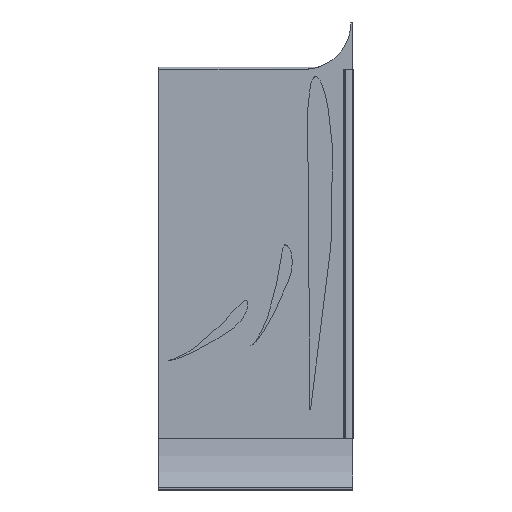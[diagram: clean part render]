
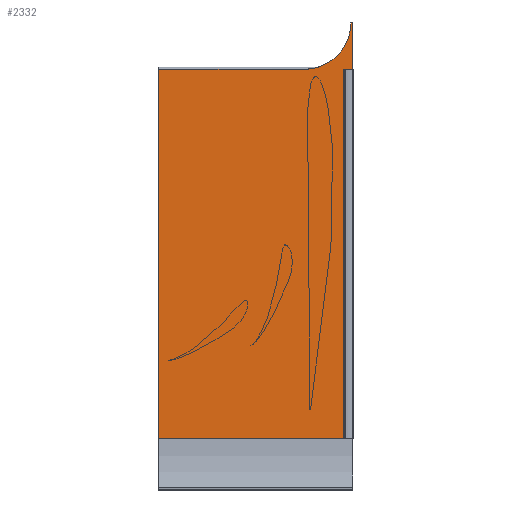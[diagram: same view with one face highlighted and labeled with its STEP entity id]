
A CAD part, left-side view. The second image highlights one B-rep face of the part: STEP entity #2332.
In plain terms, the highlighted planar face has unit normal (-1, 0, 0).
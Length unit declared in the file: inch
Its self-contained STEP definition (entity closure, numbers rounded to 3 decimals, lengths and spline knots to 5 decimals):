
#198 = VECTOR ( 'NONE', #3491, 39.37008 ) ;
#256 = CARTESIAN_POINT ( 'NONE',  ( -26.30971, 10.85854, 44.00958 ) ) ;
#291 = EDGE_CURVE ( 'NONE', #1569, #3116, #4351, .T. ) ;
#329 = VERTEX_POINT ( 'NONE', #1395 ) ;
#360 = LINE ( 'NONE', #3384, #4343 ) ;
#409 = AXIS2_PLACEMENT_3D ( 'NONE', #3801, #3091, #1812 ) ;
#465 = CARTESIAN_POINT ( 'NONE',  ( -26.30971, 10.85854, 64.00958 ) ) ;
#738 = DIRECTION ( 'NONE',  ( 0., -1., 0. ) ) ;
#766 = FACE_OUTER_BOUND ( 'NONE', #2917, .T. ) ;
#780 = CARTESIAN_POINT ( 'NONE',  ( -26.30971, 10.85854, 64.00958 ) ) ;
#798 = CARTESIAN_POINT ( 'NONE',  ( -26.30971, 0.35854, 64.00958 ) ) ;
#879 = ORIENTED_EDGE ( 'NONE', *, *, #2743, .T. ) ;
#908 = VECTOR ( 'NONE', #2969, 39.37008 ) ;
#916 = ORIENTED_EDGE ( 'NONE', *, *, #4096, .F. ) ;
#938 = VERTEX_POINT ( 'NONE', #4274 ) ;
#1091 = VERTEX_POINT ( 'NONE', #4010 ) ;
#1103 = CARTESIAN_POINT ( 'NONE',  ( -26.30971, 0.49818, 44.00958 ) ) ;
#1139 = DIRECTION ( 'NONE',  ( 0., 0., -1. ) ) ;
#1202 = AXIS2_PLACEMENT_3D ( 'NONE', #3809, #3080, #4092 ) ;
#1299 = LINE ( 'NONE', #1919, #2668 ) ;
#1371 = ORIENTED_EDGE ( 'NONE', *, *, #2193, .T. ) ;
#1395 = CARTESIAN_POINT ( 'NONE',  ( -26.30971, 2.8622, 64.00958 ) ) ;
#1490 = CARTESIAN_POINT ( 'NONE',  ( -26.30971, 2.96712, 66.51324 ) ) ;
#1545 = AXIS2_PLACEMENT_3D ( 'NONE', #1490, #2832, #4101 ) ;
#1569 = VERTEX_POINT ( 'NONE', #256 ) ;
#1632 = ORIENTED_EDGE ( 'NONE', *, *, #3009, .F. ) ;
#1747 = VECTOR ( 'NONE', #1139, 39.37008 ) ;
#1755 = CIRCLE ( 'NONE', #1202, 0.05136 ) ;
#1812 = DIRECTION ( 'NONE',  ( 0., 0., 1. ) ) ;
#1889 = VERTEX_POINT ( 'NONE', #3467 ) ;
#1893 = VECTOR ( 'NONE', #738, 39.37008 ) ;
#1919 = CARTESIAN_POINT ( 'NONE',  ( -26.30971, 0.49818, 43.99958 ) ) ;
#2117 = ORIENTED_EDGE ( 'NONE', *, *, #2354, .F. ) ;
#2157 = LINE ( 'NONE', #780, #198 ) ;
#2193 = EDGE_CURVE ( 'NONE', #938, #1569, #3732, .T. ) ;
#2297 = ORIENTED_EDGE ( 'NONE', *, *, #291, .T. ) ;
#2332 = ADVANCED_FACE ( 'NONE', ( #766 ), #3417, .T. ) ;
#2354 = EDGE_CURVE ( 'NONE', #329, #1889, #3719, .T. ) ;
#2660 = VERTEX_POINT ( 'NONE', #3364 ) ;
#2668 = VECTOR ( 'NONE', #3625, 39.37008 ) ;
#2743 = EDGE_CURVE ( 'NONE', #2660, #4043, #2157, .T. ) ;
#2752 = DIRECTION ( 'NONE',  ( 0., -1., 0. ) ) ;
#2832 = DIRECTION ( 'NONE',  ( -1., 0., 0. ) ) ;
#2917 = EDGE_LOOP ( 'NONE', ( #3383, #879, #3782, #916, #2117, #1632, #1371, #2297 ) ) ;
#2925 = EDGE_CURVE ( 'NONE', #2660, #3116, #1299, .T. ) ;
#2969 = DIRECTION ( 'NONE',  ( 0., 0., -1. ) ) ;
#3009 = EDGE_CURVE ( 'NONE', #938, #329, #360, .T. ) ;
#3080 = DIRECTION ( 'NONE',  ( 1., 0., 0. ) ) ;
#3091 = DIRECTION ( 'NONE',  ( -1., 0., 0. ) ) ;
#3116 = VERTEX_POINT ( 'NONE', #1103 ) ;
#3167 = EDGE_CURVE ( 'NONE', #1091, #4043, #3209, .T. ) ;
#3209 = LINE ( 'NONE', #3254, #908 ) ;
#3254 = CARTESIAN_POINT ( 'NONE',  ( -26.30971, 0.35854, 64.00958 ) ) ;
#3343 = CARTESIAN_POINT ( 'NONE',  ( -26.30971, 10.85854, 44.00958 ) ) ;
#3364 = CARTESIAN_POINT ( 'NONE',  ( -26.30971, 0.49818, 64.00958 ) ) ;
#3383 = ORIENTED_EDGE ( 'NONE', *, *, #2925, .F. ) ;
#3384 = CARTESIAN_POINT ( 'NONE',  ( -26.30971, 10.85854, 64.00958 ) ) ;
#3417 = PLANE ( 'NONE',  #409 ) ;
#3467 = CARTESIAN_POINT ( 'NONE',  ( -26.30971, 0.46126, 66.51324 ) ) ;
#3491 = DIRECTION ( 'NONE',  ( 0., -1., 0. ) ) ;
#3625 = DIRECTION ( 'NONE',  ( 0., 0., -1. ) ) ;
#3719 = CIRCLE ( 'NONE', #1545, 2.50586 ) ;
#3732 = LINE ( 'NONE', #465, #1747 ) ;
#3782 = ORIENTED_EDGE ( 'NONE', *, *, #3167, .F. ) ;
#3801 = CARTESIAN_POINT ( 'NONE',  ( -26.30971, 10.85854, 64.00958 ) ) ;
#3809 = CARTESIAN_POINT ( 'NONE',  ( -26.30971, 0.4099, 66.51324 ) ) ;
#4010 = CARTESIAN_POINT ( 'NONE',  ( -26.30971, 0.35854, 66.51324 ) ) ;
#4043 = VERTEX_POINT ( 'NONE', #798 ) ;
#4092 = DIRECTION ( 'NONE',  ( 0., 0., 1. ) ) ;
#4096 = EDGE_CURVE ( 'NONE', #1889, #1091, #1755, .T. ) ;
#4101 = DIRECTION ( 'NONE',  ( 0., 0., -1. ) ) ;
#4274 = CARTESIAN_POINT ( 'NONE',  ( -26.30971, 10.85854, 64.00958 ) ) ;
#4343 = VECTOR ( 'NONE', #2752, 39.37008 ) ;
#4351 = LINE ( 'NONE', #3343, #1893 ) ;
